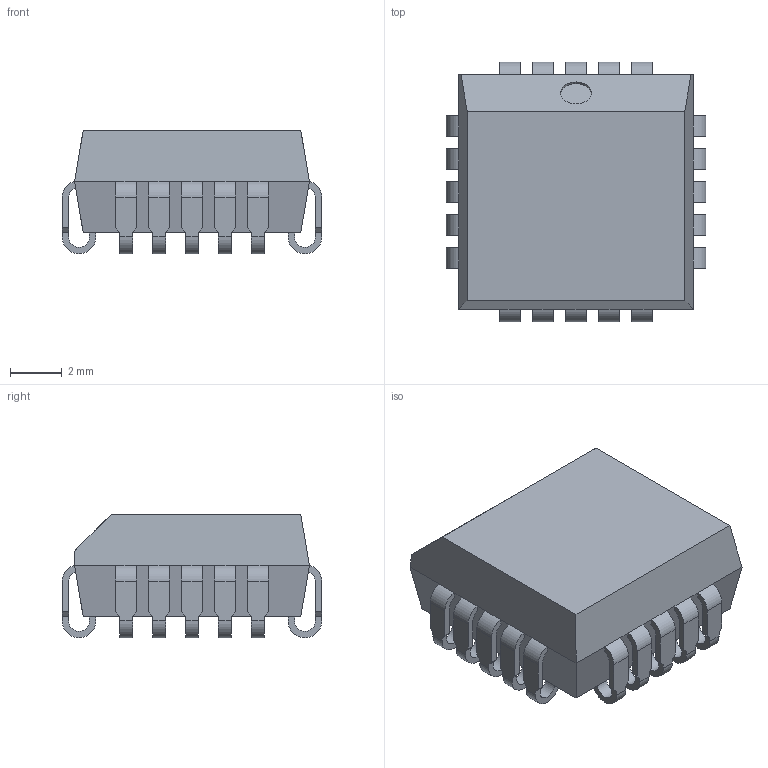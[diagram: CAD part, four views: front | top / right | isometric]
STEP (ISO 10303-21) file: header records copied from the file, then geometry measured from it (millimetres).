
FILE_DESCRIPTION (( 'STEP AP214' ), '1' );
FILE_NAME ('4CEBD138-5FD6-4D5F-832B-86FDE241F182.STEP', '2025-07-08T12:27:57', ( '' ), ( '' ), 'SwSTEP 2.0', 'SolidWorks 2022', '' );
FILE_SCHEMA (( 'AUTOMOTIVE_DESIGN' ));
Length unit declared in the file: millimetre
Products named in the file (1): 4CEBD138-5FD6-4D5F-832B-86FDE241F182
Bounding box: 10 x 10 x 4.76 mm (x, y, z)
Volume: 306 mm3; surface area: 411.5 mm2
Topology: 1 solids, 1 shells, 274 faces, 829 edges, 538 vertices
Faces by surface type: plane 172, cylinder 102
Entity records: 9568 total; most frequent: ORIENTED_EDGE 1658, CARTESIAN_POINT 1642, DIRECTION 1583, EDGE_CURVE 829, LINE 625, VECTOR 625, VERTEX_POINT 538, AXIS2_PLACEMENT_3D 479
